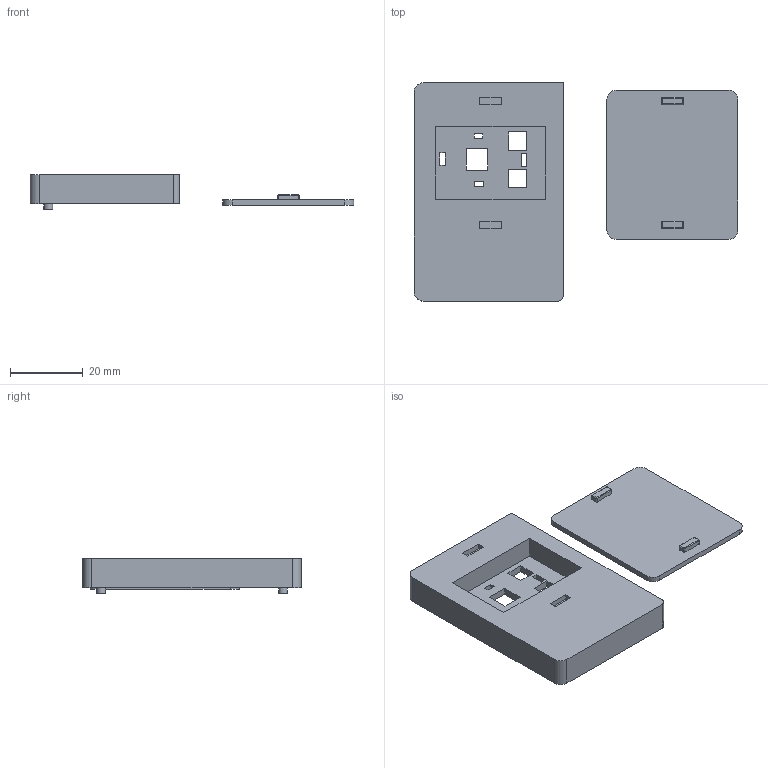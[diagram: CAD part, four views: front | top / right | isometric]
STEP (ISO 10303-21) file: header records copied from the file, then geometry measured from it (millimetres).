
FILE_DESCRIPTION(('HOOPS Exchange Step'),'2;1');
FILE_NAME('temp_export','2022-03-14T13:49:59+01:00',('mobile'),('Shapr3D Limited'),'HOOPS Exchange 2021.2','Shapr3D','Authorized');
FILE_SCHEMA( ('AP203_CONFIGURATION_CONTROLLED_3D_DESIGN_OF_MECHANICAL_PARTS_AND_ASSEMBLIES_MIM_LF') );
Length unit declared in the file: millimetre
Products named in the file (1): 7FFCAA24-207D-4C02-B67F-7613FBDAD667.tmp
Bounding box: 89 x 60 x 9.5 mm (x, y, z)
Volume: 17910.5 mm3; surface area: 10516.1 mm2
Topology: 2 solids, 2 shells, 144 faces, 359 edges, 234 vertices
Faces by surface type: plane 119, cylinder 17, cone 8
Full cylindrical faces by diameter (mm): 2.4 x2
Entity records: 4275 total; most frequent: CARTESIAN_POINT 738, ORIENTED_EDGE 718, DIRECTION 691, EDGE_CURVE 359, VECTOR 317, LINE 317, VERTEX_POINT 234, AXIS2_PLACEMENT_3D 187
